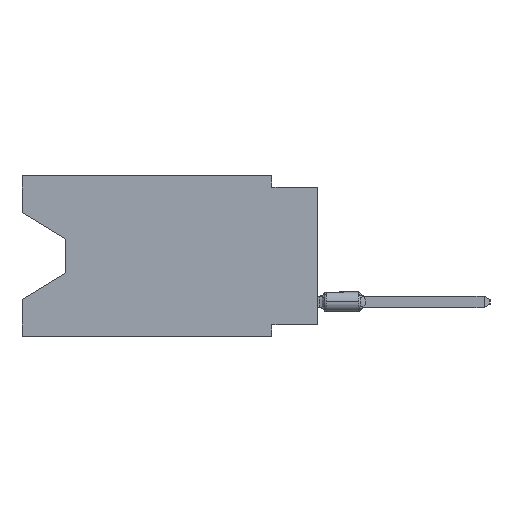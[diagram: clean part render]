
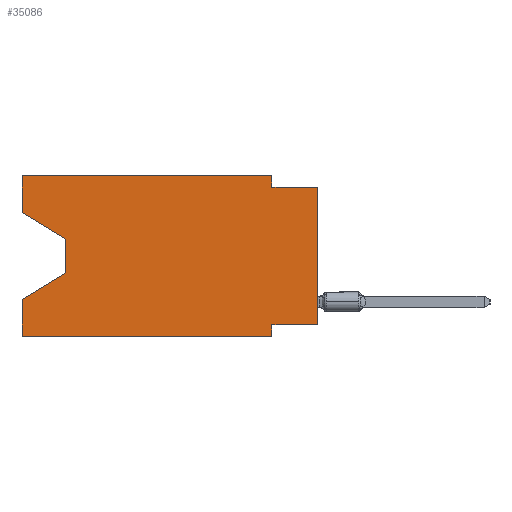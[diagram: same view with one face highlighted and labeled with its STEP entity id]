
A CAD part, left-side view. The second image highlights one B-rep face of the part: STEP entity #35086.
In plain terms, the highlighted planar face has unit normal (-1, 0, 0).
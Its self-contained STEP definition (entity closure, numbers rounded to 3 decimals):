
#63 = CARTESIAN_POINT ( 'NONE',  ( 0., 0., -0.635 ) ) ;
#435 = CARTESIAN_POINT ( 'NONE',  ( 0., 2.54, -8.89 ) ) ;
#809 = EDGE_CURVE ( 'NONE', #26664, #5923, #22127, .T. ) ;
#934 = CARTESIAN_POINT ( 'NONE',  ( 0., 16.383, -6.852 ) ) ;
#956 = VERTEX_POINT ( 'NONE', #2108 ) ;
#2108 = CARTESIAN_POINT ( 'NONE',  ( 0., 16.383, 0. ) ) ;
#2733 = LINE ( 'NONE', #5769, #31951 ) ;
#3381 = VERTEX_POINT ( 'NONE', #38989 ) ;
#3823 = CARTESIAN_POINT ( 'NONE',  ( 0., 2.54, -8.255 ) ) ;
#3898 = LINE ( 'NONE', #34439, #35730 ) ;
#4563 = CARTESIAN_POINT ( 'NONE',  ( 0., 13.97, -3.505 ) ) ;
#5205 = CARTESIAN_POINT ( 'NONE',  ( 0., 16.383, -2.038 ) ) ;
#5239 = EDGE_CURVE ( 'NONE', #10613, #25678, #35814, .T. ) ;
#5625 = ORIENTED_EDGE ( 'NONE', *, *, #5239, .F. ) ;
#5769 = CARTESIAN_POINT ( 'NONE',  ( 0., 16.383, 0. ) ) ;
#5923 = VERTEX_POINT ( 'NONE', #12681 ) ;
#6787 = EDGE_CURVE ( 'NONE', #40369, #956, #2733, .T. ) ;
#6805 = LINE ( 'NONE', #63, #42071 ) ;
#6868 = DIRECTION ( 'NONE',  ( 0., 0., 1. ) ) ;
#7689 = DIRECTION ( 'NONE',  ( 0., 0., -1. ) ) ;
#9066 = EDGE_CURVE ( 'NONE', #16553, #10613, #42876, .T. ) ;
#9233 = ORIENTED_EDGE ( 'NONE', *, *, #30936, .F. ) ;
#10613 = VERTEX_POINT ( 'NONE', #3823 ) ;
#10715 = DIRECTION ( 'NONE',  ( 0., 0., -1. ) ) ;
#10848 = DIRECTION ( 'NONE',  ( 0., 0., 1. ) ) ;
#10871 = ORIENTED_EDGE ( 'NONE', *, *, #34354, .T. ) ;
#11002 = CARTESIAN_POINT ( 'NONE',  ( 0., 0., -8.255 ) ) ;
#12048 = CARTESIAN_POINT ( 'NONE',  ( 0., 16.383, -8.89 ) ) ;
#12506 = DIRECTION ( 'NONE',  ( 0., 0.855, -0.519 ) ) ;
#12681 = CARTESIAN_POINT ( 'NONE',  ( 0., 13.97, -5.385 ) ) ;
#13142 = VECTOR ( 'NONE', #19488, 1000. ) ;
#13833 = ORIENTED_EDGE ( 'NONE', *, *, #30281, .T. ) ;
#13998 = LINE ( 'NONE', #38199, #24444 ) ;
#14767 = VECTOR ( 'NONE', #32539, 1000. ) ;
#14884 = VECTOR ( 'NONE', #12506, 1000. ) ;
#14907 = VERTEX_POINT ( 'NONE', #12048 ) ;
#16534 = VECTOR ( 'NONE', #6868, 1000. ) ;
#16553 = VERTEX_POINT ( 'NONE', #20850 ) ;
#17376 = CARTESIAN_POINT ( 'NONE',  ( 0., 16.383, -2.038 ) ) ;
#17683 = EDGE_CURVE ( 'NONE', #16553, #37483, #24549, .T. ) ;
#17870 = CARTESIAN_POINT ( 'NONE',  ( 0., 2.54, 0. ) ) ;
#18651 = VERTEX_POINT ( 'NONE', #934 ) ;
#18961 = ORIENTED_EDGE ( 'NONE', *, *, #809, .T. ) ;
#19488 = DIRECTION ( 'NONE',  ( 0., -1., 0. ) ) ;
#20410 = EDGE_CURVE ( 'NONE', #34534, #37483, #6805, .T. ) ;
#20850 = CARTESIAN_POINT ( 'NONE',  ( 0., 0., -8.255 ) ) ;
#21872 = CARTESIAN_POINT ( 'NONE',  ( 0., 16.383, 0. ) ) ;
#22127 = LINE ( 'NONE', #28634, #36679 ) ;
#22290 = CARTESIAN_POINT ( 'NONE',  ( 0., 16.383, 0. ) ) ;
#22571 = DIRECTION ( 'NONE',  ( 1., 0., 0. ) ) ;
#24062 = AXIS2_PLACEMENT_3D ( 'NONE', #21872, #22571, #7689 ) ;
#24444 = VECTOR ( 'NONE', #41703, 1000. ) ;
#24549 = LINE ( 'NONE', #31527, #16534 ) ;
#24813 = LINE ( 'NONE', #17870, #25445 ) ;
#25445 = VECTOR ( 'NONE', #29473, 1000. ) ;
#25678 = VERTEX_POINT ( 'NONE', #34762 ) ;
#26664 = VERTEX_POINT ( 'NONE', #4563 ) ;
#27787 = EDGE_LOOP ( 'NONE', ( #38475, #18961, #13833, #9233, #10871, #5625, #31987, #42844, #37550, #44351, #41249, #44285 ) ) ;
#28427 = DIRECTION ( 'NONE',  ( 0., -1., 0. ) ) ;
#28634 = CARTESIAN_POINT ( 'NONE',  ( 0., 13.97, -3.505 ) ) ;
#28934 = CARTESIAN_POINT ( 'NONE',  ( 0., 2.54, -0.635 ) ) ;
#29473 = DIRECTION ( 'NONE',  ( 0., 0., -1. ) ) ;
#29954 = LINE ( 'NONE', #22290, #13142 ) ;
#30281 = EDGE_CURVE ( 'NONE', #5923, #18651, #44356, .T. ) ;
#30936 = EDGE_CURVE ( 'NONE', #14907, #18651, #3898, .T. ) ;
#31527 = CARTESIAN_POINT ( 'NONE',  ( 0., 0., 0. ) ) ;
#31951 = VECTOR ( 'NONE', #34166, 1000. ) ;
#31987 = ORIENTED_EDGE ( 'NONE', *, *, #9066, .F. ) ;
#32539 = DIRECTION ( 'NONE',  ( 0., 0., -1. ) ) ;
#32674 = EDGE_CURVE ( 'NONE', #3381, #34534, #24813, .T. ) ;
#33049 = FACE_OUTER_BOUND ( 'NONE', #27787, .T. ) ;
#33686 = CARTESIAN_POINT ( 'NONE',  ( 0., 13.97, -5.385 ) ) ;
#33955 = VECTOR ( 'NONE', #36373, 1000. ) ;
#34166 = DIRECTION ( 'NONE',  ( 0., 0., 1. ) ) ;
#34354 = EDGE_CURVE ( 'NONE', #14907, #25678, #13998, .T. ) ;
#34439 = CARTESIAN_POINT ( 'NONE',  ( 0., 16.383, 0. ) ) ;
#34534 = VERTEX_POINT ( 'NONE', #28934 ) ;
#34762 = CARTESIAN_POINT ( 'NONE',  ( 0., 2.54, -8.89 ) ) ;
#35086 = ADVANCED_FACE ( 'NONE', ( #33049 ), #37000, .F. ) ;
#35730 = VECTOR ( 'NONE', #10848, 1000. ) ;
#35814 = LINE ( 'NONE', #435, #14767 ) ;
#36373 = DIRECTION ( 'NONE',  ( 0., 1., 0. ) ) ;
#36396 = CARTESIAN_POINT ( 'NONE',  ( 0., 0., -0.635 ) ) ;
#36679 = VECTOR ( 'NONE', #10715, 1000. ) ;
#37000 = PLANE ( 'NONE',  #24062 ) ;
#37483 = VERTEX_POINT ( 'NONE', #36396 ) ;
#37550 = ORIENTED_EDGE ( 'NONE', *, *, #20410, .F. ) ;
#38199 = CARTESIAN_POINT ( 'NONE',  ( 0., 16.383, -8.89 ) ) ;
#38261 = EDGE_CURVE ( 'NONE', #956, #3381, #29954, .T. ) ;
#38363 = VECTOR ( 'NONE', #42695, 1000. ) ;
#38475 = ORIENTED_EDGE ( 'NONE', *, *, #38533, .T. ) ;
#38533 = EDGE_CURVE ( 'NONE', #40369, #26664, #44596, .T. ) ;
#38989 = CARTESIAN_POINT ( 'NONE',  ( 0., 2.54, 0. ) ) ;
#40369 = VERTEX_POINT ( 'NONE', #5205 ) ;
#41249 = ORIENTED_EDGE ( 'NONE', *, *, #38261, .F. ) ;
#41703 = DIRECTION ( 'NONE',  ( 0., -1., 0. ) ) ;
#42071 = VECTOR ( 'NONE', #28427, 1000. ) ;
#42695 = DIRECTION ( 'NONE',  ( 0., -0.855, -0.519 ) ) ;
#42844 = ORIENTED_EDGE ( 'NONE', *, *, #17683, .T. ) ;
#42876 = LINE ( 'NONE', #11002, #33955 ) ;
#44285 = ORIENTED_EDGE ( 'NONE', *, *, #6787, .F. ) ;
#44351 = ORIENTED_EDGE ( 'NONE', *, *, #32674, .F. ) ;
#44356 = LINE ( 'NONE', #33686, #14884 ) ;
#44596 = LINE ( 'NONE', #17376, #38363 ) ;
